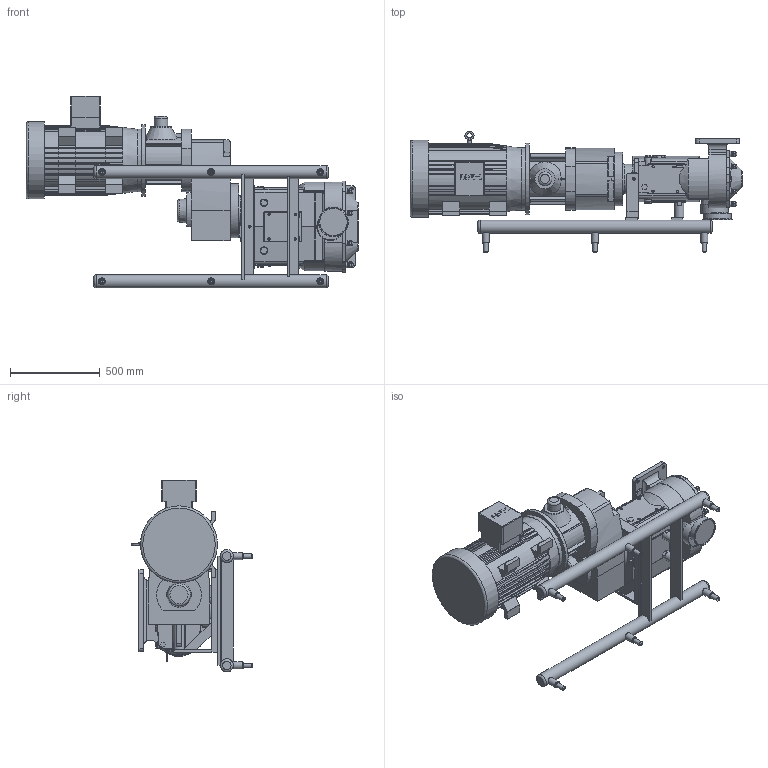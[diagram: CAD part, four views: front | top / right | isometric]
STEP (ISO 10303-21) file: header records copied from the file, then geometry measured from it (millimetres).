
FILE_DESCRIPTION(/* description */ (''),/* implementation_level */ '2;1');
FILE_NAME(/* name */ 'U2_324U2_326TC_(4.25 x 12.70)x6_S-Line_50HP_SIDE_SM.stp',/* time_stamp */ '2021-05-24T18:38:42+05:00',/* author */ ('trtmhr'),/* organization */ (''),/* preprocessor_version */ 'ST-DEVELOPER v18.1',/* originating_system */ 'Autodesk Inventor 2020',/* authorisation */ '');
FILE_SCHEMA (('AUTOMOTIVE_DESIGN { 1 0 10303 214 3 1 1 }'));
Length unit declared in the file: inch
Products named in the file (1): U2_324U2_326TC_(4.25 x 12.70)x6_S-Line_50HP_SIDE_SM
Bounding box: 1852.42 x 678.68 x 1070.45 mm (x, y, z)
Volume: 222003302.1 mm3; surface area: 5466705.6 mm2
Topology: 6 solids, 6 shells, 1294 faces, 3472 edges, 2263 vertices
Faces by surface type: plane 681, cylinder 370, bspline 105, torus 75, cone 47, sphere 16
Full cylindrical faces by diameter (mm): 2.54 x2, 5.08 x1, 7.62 x2, 7.798 x1, 10.719 x1, 12.395 x5, 12.7 x8, 14.224 x2, 14.3 x3, 16.669 x1, 17.526 x6, 22.225 x1, 23.012 x8, 25.4 x6, 29.083 x8, 38.1 x10, 50.8 x2, 75.997 x1, 111.989 x1, 146.812 x1, 152.4 x1, 154.483 x2, 166.878 x1, 299.974 x1, 350.012 x1, 399.999 x1, 429.514 x1
Entity records: 44474 total; most frequent: CARTESIAN_POINT 11832, ORIENTED_EDGE 6926, DIRECTION 6549, EDGE_CURVE 3463, AXIS2_PLACEMENT_3D 2309, VERTEX_POINT 2263, LINE 1931, VECTOR 1931
